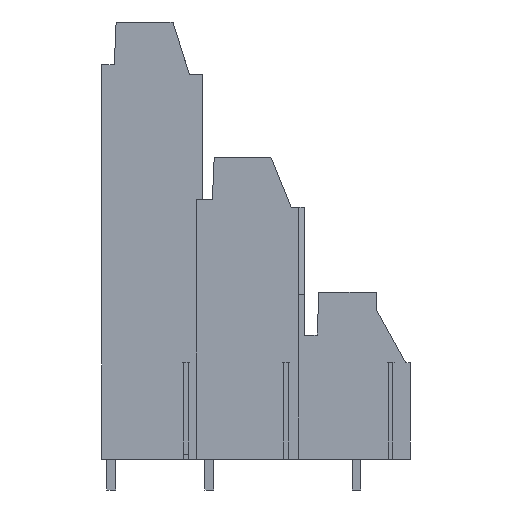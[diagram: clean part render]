
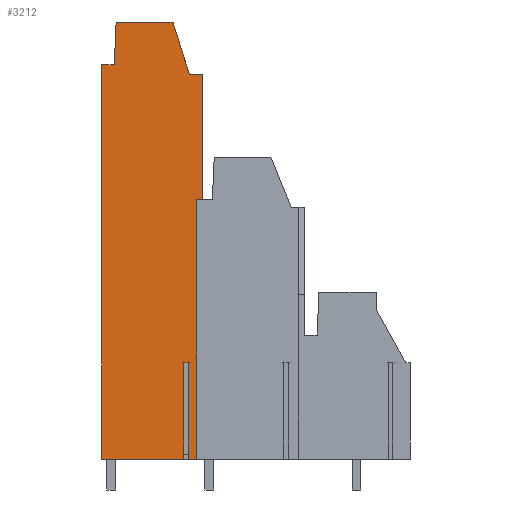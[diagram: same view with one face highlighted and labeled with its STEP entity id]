
A CAD part, left-side view. The second image highlights one B-rep face of the part: STEP entity #3212.
In plain terms, the highlighted planar face has unit normal (-1, 0, 0).
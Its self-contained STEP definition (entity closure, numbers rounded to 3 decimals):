
#3128=AXIS2_PLACEMENT_3D('Plane Axis2P3D',#3125,#3126,#3127) ;
#2220=CARTESIAN_POINT('Vertex',(2.54,22.131,3.2)) ;
#2223=CARTESIAN_POINT('Line Origine',(2.54,22.578,3.2)) ;
#2227=CARTESIAN_POINT('Vertex',(2.54,23.025,3.2)) ;
#2276=CARTESIAN_POINT('Vertex',(2.54,23.475,3.2)) ;
#2279=CARTESIAN_POINT('Line Origine',(2.54,27.738,3.2)) ;
#2283=CARTESIAN_POINT('Vertex',(2.54,32.,3.2)) ;
#3082=CARTESIAN_POINT('Vertex',(2.54,23.025,13.2)) ;
#3085=CARTESIAN_POINT('Line Origine',(2.54,23.25,13.2)) ;
#3089=CARTESIAN_POINT('Vertex',(2.54,23.475,13.2)) ;
#3113=CARTESIAN_POINT('Line Origine',(2.54,23.025,8.2)) ;
#3125=CARTESIAN_POINT('Axis2P3D Location',(2.54,21.84,31.2)) ;
#3130=CARTESIAN_POINT('Line Origine',(2.54,22.131,16.625)) ;
#3134=CARTESIAN_POINT('Vertex',(2.54,22.131,30.05)) ;
#3137=CARTESIAN_POINT('Line Origine',(2.54,21.811,30.05)) ;
#3141=CARTESIAN_POINT('Vertex',(2.54,21.49,30.05)) ;
#3144=CARTESIAN_POINT('Line Origine',(2.54,21.49,36.525)) ;
#3148=CARTESIAN_POINT('Vertex',(2.54,21.49,43.)) ;
#3151=CARTESIAN_POINT('Line Origine',(2.54,22.194,43.)) ;
#3155=CARTESIAN_POINT('Vertex',(2.54,22.898,43.)) ;
#3158=CARTESIAN_POINT('Line Origine',(2.54,23.745,45.735)) ;
#3162=CARTESIAN_POINT('Vertex',(2.54,24.592,48.47)) ;
#3165=CARTESIAN_POINT('Line Origine',(2.54,27.54,48.47)) ;
#3169=CARTESIAN_POINT('Vertex',(2.54,30.488,48.47)) ;
#3172=CARTESIAN_POINT('Line Origine',(2.54,30.584,46.26)) ;
#3176=CARTESIAN_POINT('Vertex',(2.54,30.681,44.05)) ;
#3179=CARTESIAN_POINT('Line Origine',(2.54,31.34,44.05)) ;
#3183=CARTESIAN_POINT('Vertex',(2.54,32.,44.05)) ;
#3186=CARTESIAN_POINT('Line Origine',(2.54,32.,23.625)) ;
#3191=CARTESIAN_POINT('Line Origine',(2.54,23.475,8.2)) ;
#2224=DIRECTION('Vector Direction',(0.,1.,0.)) ;
#2280=DIRECTION('Vector Direction',(0.,1.,0.)) ;
#3086=DIRECTION('Vector Direction',(0.,-1.,0.)) ;
#3114=DIRECTION('Vector Direction',(0.,0.,1.)) ;
#3126=DIRECTION('Axis2P3D Direction',(1.,0.,0.)) ;
#3127=DIRECTION('Axis2P3D XDirection',(0.,1.,0.)) ;
#3131=DIRECTION('Vector Direction',(0.,0.,-1.)) ;
#3138=DIRECTION('Vector Direction',(0.,1.,0.)) ;
#3145=DIRECTION('Vector Direction',(0.,0.,1.)) ;
#3152=DIRECTION('Vector Direction',(0.,-1.,0.)) ;
#3159=DIRECTION('Vector Direction',(0.,-0.296,-0.955)) ;
#3166=DIRECTION('Vector Direction',(0.,1.,0.)) ;
#3173=DIRECTION('Vector Direction',(0.,-0.044,0.999)) ;
#3180=DIRECTION('Vector Direction',(0.,-1.,0.)) ;
#3187=DIRECTION('Vector Direction',(0.,0.,1.)) ;
#3192=DIRECTION('Vector Direction',(0.,0.,1.)) ;
#2225=VECTOR('Line Direction',#2224,1.) ;
#2281=VECTOR('Line Direction',#2280,1.) ;
#3087=VECTOR('Line Direction',#3086,1.) ;
#3115=VECTOR('Line Direction',#3114,1.) ;
#3132=VECTOR('Line Direction',#3131,1.) ;
#3139=VECTOR('Line Direction',#3138,1.) ;
#3146=VECTOR('Line Direction',#3145,1.) ;
#3153=VECTOR('Line Direction',#3152,1.) ;
#3160=VECTOR('Line Direction',#3159,1.) ;
#3167=VECTOR('Line Direction',#3166,1.) ;
#3174=VECTOR('Line Direction',#3173,1.) ;
#3181=VECTOR('Line Direction',#3180,1.) ;
#3188=VECTOR('Line Direction',#3187,1.) ;
#3193=VECTOR('Line Direction',#3192,1.) ;
#3197=ORIENTED_EDGE('',*,*,#3136,.F.) ;
#3198=ORIENTED_EDGE('',*,*,#3143,.F.) ;
#3199=ORIENTED_EDGE('',*,*,#3150,.T.) ;
#3200=ORIENTED_EDGE('',*,*,#3157,.F.) ;
#3201=ORIENTED_EDGE('',*,*,#3164,.F.) ;
#3202=ORIENTED_EDGE('',*,*,#3171,.T.) ;
#3203=ORIENTED_EDGE('',*,*,#3178,.F.) ;
#3204=ORIENTED_EDGE('',*,*,#3185,.F.) ;
#3205=ORIENTED_EDGE('',*,*,#3190,.F.) ;
#3206=ORIENTED_EDGE('',*,*,#2285,.F.) ;
#3207=ORIENTED_EDGE('',*,*,#3195,.T.) ;
#3208=ORIENTED_EDGE('',*,*,#3091,.T.) ;
#3209=ORIENTED_EDGE('',*,*,#3117,.F.) ;
#3210=ORIENTED_EDGE('',*,*,#2229,.F.) ;
#3212=ADVANCED_FACE('housing',(#3211),#3129,.F.) ;
#2229=EDGE_CURVE('',#2221,#2228,#2226,.T.) ;
#2285=EDGE_CURVE('',#2277,#2284,#2282,.T.) ;
#3091=EDGE_CURVE('',#3090,#3083,#3088,.T.) ;
#3117=EDGE_CURVE('',#2228,#3083,#3116,.T.) ;
#3136=EDGE_CURVE('',#3135,#2221,#3133,.T.) ;
#3143=EDGE_CURVE('',#3142,#3135,#3140,.T.) ;
#3150=EDGE_CURVE('',#3142,#3149,#3147,.T.) ;
#3157=EDGE_CURVE('',#3156,#3149,#3154,.T.) ;
#3164=EDGE_CURVE('',#3163,#3156,#3161,.T.) ;
#3171=EDGE_CURVE('',#3163,#3170,#3168,.T.) ;
#3178=EDGE_CURVE('',#3177,#3170,#3175,.T.) ;
#3185=EDGE_CURVE('',#3184,#3177,#3182,.T.) ;
#3190=EDGE_CURVE('',#2284,#3184,#3189,.T.) ;
#3195=EDGE_CURVE('',#2277,#3090,#3194,.T.) ;
#3196=EDGE_LOOP('',(#3197,#3198,#3199,#3200,#3201,#3202,#3203,#3204,#3205,#3206,#3207,#3208,#3209,#3210)) ;
#3211=FACE_OUTER_BOUND('',#3196,.T.) ;
#2226=LINE('Line',#2223,#2225) ;
#2282=LINE('Line',#2279,#2281) ;
#3088=LINE('Line',#3085,#3087) ;
#3116=LINE('Line',#3113,#3115) ;
#3133=LINE('Line',#3130,#3132) ;
#3140=LINE('Line',#3137,#3139) ;
#3147=LINE('Line',#3144,#3146) ;
#3154=LINE('Line',#3151,#3153) ;
#3161=LINE('Line',#3158,#3160) ;
#3168=LINE('Line',#3165,#3167) ;
#3175=LINE('Line',#3172,#3174) ;
#3182=LINE('Line',#3179,#3181) ;
#3189=LINE('Line',#3186,#3188) ;
#3194=LINE('Line',#3191,#3193) ;
#3129=PLANE('',#3128) ;
#2221=VERTEX_POINT('',#2220) ;
#2228=VERTEX_POINT('',#2227) ;
#2277=VERTEX_POINT('',#2276) ;
#2284=VERTEX_POINT('',#2283) ;
#3083=VERTEX_POINT('',#3082) ;
#3090=VERTEX_POINT('',#3089) ;
#3135=VERTEX_POINT('',#3134) ;
#3142=VERTEX_POINT('',#3141) ;
#3149=VERTEX_POINT('',#3148) ;
#3156=VERTEX_POINT('',#3155) ;
#3163=VERTEX_POINT('',#3162) ;
#3170=VERTEX_POINT('',#3169) ;
#3177=VERTEX_POINT('',#3176) ;
#3184=VERTEX_POINT('',#3183) ;
